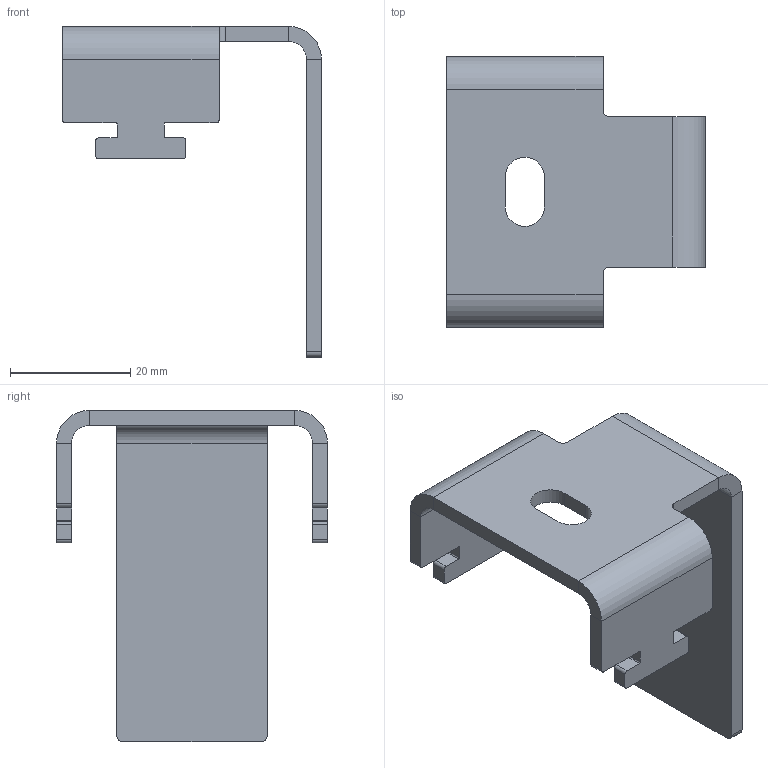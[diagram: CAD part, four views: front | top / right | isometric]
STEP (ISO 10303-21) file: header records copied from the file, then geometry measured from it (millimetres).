
FILE_DESCRIPTION(/* description */ ('Entretoise pose au plafond'),/* implementation_level */ '2;1');
FILE_NAME(/* name */ '11295.stp',/* time_stamp */ '2022-10-27T08:22:02+02:00',/* author */ ('Giuliano'),/* organization */ (''),/* preprocessor_version */ 'ST-DEVELOPER v18.1',/* originating_system */ 'Autodesk Inventor 2021',/* authorisation */ '');
FILE_SCHEMA (('AUTOMOTIVE_DESIGN { 1 0 10303 214 3 1 1 }'));
Length unit declared in the file: millimetre
Products named in the file (1): 25949
Bounding box: 43 x 45 x 55 mm (x, y, z)
Volume: 8870.3 mm3; surface area: 8102.2 mm2
Topology: 1 solids, 1 shells, 78 faces, 204 edges, 128 vertices
Faces by surface type: plane 46, cylinder 32
Entity records: 2419 total; most frequent: DIRECTION 426, CARTESIAN_POINT 411, ORIENTED_EDGE 408, EDGE_CURVE 204, AXIS2_PLACEMENT_3D 143, LINE 140, VECTOR 140, VERTEX_POINT 128
